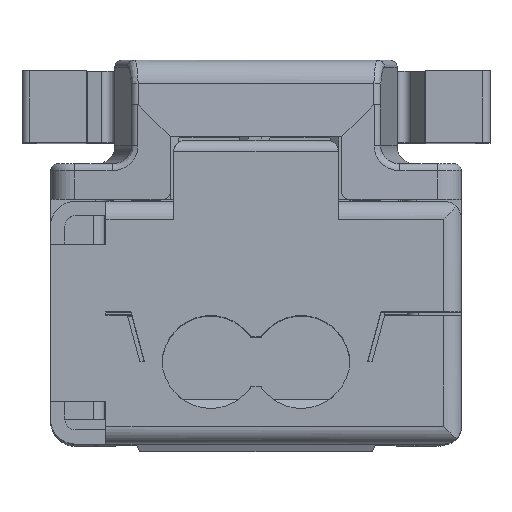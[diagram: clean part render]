
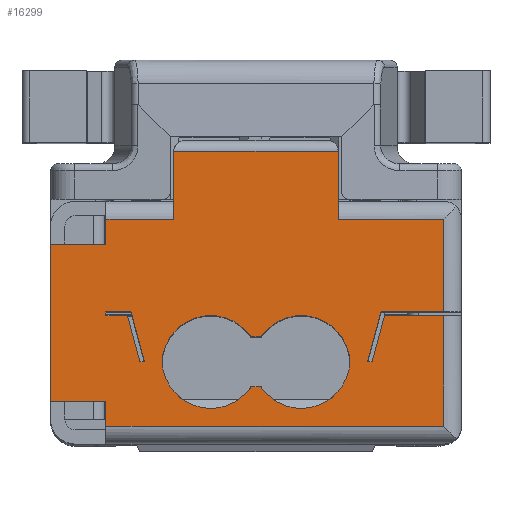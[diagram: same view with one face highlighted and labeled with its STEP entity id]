
A CAD part, top view. The second image highlights one B-rep face of the part: STEP entity #16299.
In plain terms, the highlighted planar face has unit normal (0, 0, 1).
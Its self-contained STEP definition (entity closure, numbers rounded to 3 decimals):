
#82=FACE_BOUND('',#1484,.T.);
#83=FACE_BOUND('',#1485,.T.);
#197=CIRCLE('',#17058,1.36);
#245=CIRCLE('',#17193,1.36);
#249=CIRCLE('',#17200,1.36);
#255=CIRCLE('',#17220,1.36);
#641=FACE_OUTER_BOUND('',#1483,.T.);
#1483=EDGE_LOOP('',(#11526,#11527,#11528,#11529,#11530,#11531,#11532,#11533,
#11534,#11535,#11536,#11537,#11538,#11539,#11540,#11541,#11542,#11543));
#1484=EDGE_LOOP('',(#11544,#11545,#11546,#11547,#11548,#11549));
#1485=EDGE_LOOP('',(#11550,#11551,#11552,#11553,#11554,#11555));
#2403=LINE('',#22851,#4554);
#2799=LINE('',#23875,#4950);
#2803=LINE('',#23881,#4954);
#2814=LINE('',#23900,#4965);
#2836=LINE('',#23938,#4987);
#2837=LINE('',#23940,#4988);
#2838=LINE('',#23942,#4989);
#2839=LINE('',#23944,#4990);
#2840=LINE('',#23946,#4991);
#2841=LINE('',#23948,#4992);
#2842=LINE('',#23950,#4993);
#2843=LINE('',#23952,#4994);
#2844=LINE('',#23954,#4995);
#2845=LINE('',#23956,#4996);
#2846=LINE('',#23958,#4997);
#2847=LINE('',#23959,#4998);
#2848=LINE('',#23961,#4999);
#2849=LINE('',#23963,#5000);
#2850=LINE('',#23965,#5001);
#2851=LINE('',#23966,#5002);
#2852=LINE('',#23968,#5003);
#2853=LINE('',#23971,#5004);
#2854=LINE('',#23973,#5005);
#2855=LINE('',#23975,#5006);
#2856=LINE('',#23977,#5007);
#2857=LINE('',#23978,#5008);
#4554=VECTOR('',#18412,0.7);
#4950=VECTOR('',#19094,0.127);
#4954=VECTOR('',#19100,0.284);
#4965=VECTOR('',#19115,0.127);
#4987=VECTOR('',#19143,1.449);
#4988=VECTOR('',#19144,1.75);
#4989=VECTOR('',#19145,2.6);
#4990=VECTOR('',#19146,2.95);
#4991=VECTOR('',#19147,1.9);
#4992=VECTOR('',#19148,4.6);
#4993=VECTOR('',#19149,1.9);
#4994=VECTOR('',#19150,1.9);
#4995=VECTOR('',#19151,0.7);
#4996=VECTOR('',#19152,1.55);
#4997=VECTOR('',#19153,4.4);
#4998=VECTOR('',#19154,1.55);
#4999=VECTOR('',#19155,9.45);
#5000=VECTOR('',#19156,3.1);
#5001=VECTOR('',#19157,1.65);
#5002=VECTOR('',#19158,1.346);
#5003=VECTOR('',#19159,0.284);
#5004=VECTOR('',#19162,1.346);
#5005=VECTOR('',#19163,0.6);
#5006=VECTOR('',#19164,0.1);
#5007=VECTOR('',#19165,0.7);
#5008=VECTOR('',#19166,1.449);
#6637=VERTEX_POINT('',#22741);
#6638=VERTEX_POINT('',#22742);
#6687=VERTEX_POINT('',#22848);
#6688=VERTEX_POINT('',#22850);
#7032=VERTEX_POINT('',#23739);
#7042=VERTEX_POINT('',#23762);
#7043=VERTEX_POINT('',#23763);
#7091=VERTEX_POINT('',#23873);
#7092=VERTEX_POINT('',#23874);
#7098=VERTEX_POINT('',#23897);
#7099=VERTEX_POINT('',#23899);
#7112=VERTEX_POINT('',#23937);
#7113=VERTEX_POINT('',#23939);
#7114=VERTEX_POINT('',#23941);
#7115=VERTEX_POINT('',#23943);
#7116=VERTEX_POINT('',#23945);
#7117=VERTEX_POINT('',#23947);
#7118=VERTEX_POINT('',#23949);
#7119=VERTEX_POINT('',#23951);
#7120=VERTEX_POINT('',#23953);
#7121=VERTEX_POINT('',#23955);
#7122=VERTEX_POINT('',#23957);
#7123=VERTEX_POINT('',#23960);
#7124=VERTEX_POINT('',#23962);
#7125=VERTEX_POINT('',#23964);
#7126=VERTEX_POINT('',#23967);
#7127=VERTEX_POINT('',#23970);
#7128=VERTEX_POINT('',#23972);
#7129=VERTEX_POINT('',#23974);
#7130=VERTEX_POINT('',#23976);
#8274=EDGE_CURVE('',#6637,#6638,#197,.T.);
#8327=EDGE_CURVE('',#6688,#6687,#2403,.T.);
#8735=EDGE_CURVE('',#6638,#7032,#245,.T.);
#8747=EDGE_CURVE('',#7042,#7043,#249,.T.);
#8803=EDGE_CURVE('',#7091,#7092,#2799,.T.);
#8807=EDGE_CURVE('',#7032,#7042,#2803,.T.);
#8818=EDGE_CURVE('',#7098,#7099,#2814,.T.);
#8840=EDGE_CURVE('',#7098,#7112,#2836,.T.);
#8841=EDGE_CURVE('',#7113,#7112,#2837,.T.);
#8842=EDGE_CURVE('',#7113,#7114,#2838,.T.);
#8843=EDGE_CURVE('',#7114,#7115,#2839,.T.);
#8844=EDGE_CURVE('',#7115,#7116,#2840,.T.);
#8845=EDGE_CURVE('',#7116,#7117,#2841,.T.);
#8846=EDGE_CURVE('',#7118,#7117,#2842,.T.);
#8847=EDGE_CURVE('',#7118,#7119,#2843,.T.);
#8848=EDGE_CURVE('',#7119,#7120,#2844,.T.);
#8849=EDGE_CURVE('',#7120,#7121,#2845,.T.);
#8850=EDGE_CURVE('',#7121,#7122,#2846,.T.);
#8851=EDGE_CURVE('',#6688,#7122,#2847,.T.);
#8852=EDGE_CURVE('',#6687,#7123,#2848,.T.);
#8853=EDGE_CURVE('',#7123,#7124,#2849,.T.);
#8854=EDGE_CURVE('',#7124,#7125,#2850,.T.);
#8855=EDGE_CURVE('',#7125,#7099,#2851,.T.);
#8856=EDGE_CURVE('',#7126,#6637,#2852,.T.);
#8857=EDGE_CURVE('',#7043,#7126,#255,.T.);
#8858=EDGE_CURVE('',#7127,#7091,#2853,.T.);
#8859=EDGE_CURVE('',#7127,#7128,#2854,.T.);
#8860=EDGE_CURVE('',#7128,#7129,#2855,.T.);
#8861=EDGE_CURVE('',#7130,#7129,#2856,.T.);
#8862=EDGE_CURVE('',#7130,#7092,#2857,.T.);
#11526=ORIENTED_EDGE('',*,*,#8840,.T.);
#11527=ORIENTED_EDGE('',*,*,#8841,.F.);
#11528=ORIENTED_EDGE('',*,*,#8842,.T.);
#11529=ORIENTED_EDGE('',*,*,#8843,.T.);
#11530=ORIENTED_EDGE('',*,*,#8844,.T.);
#11531=ORIENTED_EDGE('',*,*,#8845,.T.);
#11532=ORIENTED_EDGE('',*,*,#8846,.F.);
#11533=ORIENTED_EDGE('',*,*,#8847,.T.);
#11534=ORIENTED_EDGE('',*,*,#8848,.T.);
#11535=ORIENTED_EDGE('',*,*,#8849,.T.);
#11536=ORIENTED_EDGE('',*,*,#8850,.T.);
#11537=ORIENTED_EDGE('',*,*,#8851,.F.);
#11538=ORIENTED_EDGE('',*,*,#8327,.T.);
#11539=ORIENTED_EDGE('',*,*,#8852,.T.);
#11540=ORIENTED_EDGE('',*,*,#8853,.T.);
#11541=ORIENTED_EDGE('',*,*,#8854,.T.);
#11542=ORIENTED_EDGE('',*,*,#8855,.T.);
#11543=ORIENTED_EDGE('',*,*,#8818,.F.);
#11544=ORIENTED_EDGE('',*,*,#8856,.T.);
#11545=ORIENTED_EDGE('',*,*,#8274,.T.);
#11546=ORIENTED_EDGE('',*,*,#8735,.T.);
#11547=ORIENTED_EDGE('',*,*,#8807,.T.);
#11548=ORIENTED_EDGE('',*,*,#8747,.T.);
#11549=ORIENTED_EDGE('',*,*,#8857,.T.);
#11550=ORIENTED_EDGE('',*,*,#8858,.F.);
#11551=ORIENTED_EDGE('',*,*,#8859,.T.);
#11552=ORIENTED_EDGE('',*,*,#8860,.T.);
#11553=ORIENTED_EDGE('',*,*,#8861,.F.);
#11554=ORIENTED_EDGE('',*,*,#8862,.T.);
#11555=ORIENTED_EDGE('',*,*,#8803,.F.);
#15595=PLANE('',#17219);
#16299=ADVANCED_FACE('',(#641,#82,#83),#15595,.T.);
#17058=AXIS2_PLACEMENT_3D('',#22743,#18341,#18342);
#17193=AXIS2_PLACEMENT_3D('',#23740,#18998,#18999);
#17200=AXIS2_PLACEMENT_3D('',#23764,#19018,#19019);
#17219=AXIS2_PLACEMENT_3D('',#23936,#19141,#19142);
#17220=AXIS2_PLACEMENT_3D('',#23969,#19160,#19161);
#18341=DIRECTION('center_axis',(0.,0.,-1.));
#18342=DIRECTION('ref_axis',(1.,0.,0.));
#18412=DIRECTION('',(0.,-1.,0.));
#18998=DIRECTION('center_axis',(0.,0.,-1.));
#18999=DIRECTION('ref_axis',(-1.,0.,0.));
#19018=DIRECTION('center_axis',(0.,0.,-1.));
#19019=DIRECTION('ref_axis',(-1.,0.,0.));
#19094=DIRECTION('',(1.,0.,0.));
#19100=DIRECTION('',(-1.,0.,0.));
#19115=DIRECTION('',(1.,0.,0.));
#19141=DIRECTION('center_axis',(0.,0.,1.));
#19142=DIRECTION('ref_axis',(0.,1.,0.));
#19143=DIRECTION('',(0.259,0.966,0.));
#19144=DIRECTION('',(-1.,0.,0.));
#19145=DIRECTION('',(0.,1.,0.));
#19146=DIRECTION('',(-1.,0.,0.));
#19147=DIRECTION('',(0.,1.,0.));
#19148=DIRECTION('',(-1.,0.,0.));
#19149=DIRECTION('',(0.,1.,0.));
#19150=DIRECTION('',(-1.,0.,0.));
#19151=DIRECTION('',(0.,-1.,0.));
#19152=DIRECTION('',(-1.,0.,0.));
#19153=DIRECTION('',(0.,-1.,0.));
#19154=DIRECTION('',(-1.,0.,0.));
#19155=DIRECTION('',(1.,0.,0.));
#19156=DIRECTION('',(0.,1.,0.));
#19157=DIRECTION('',(-1.,0.,0.));
#19158=DIRECTION('',(-0.259,-0.966,0.));
#19159=DIRECTION('',(1.,0.,0.));
#19160=DIRECTION('center_axis',(0.,0.,-1.));
#19161=DIRECTION('ref_axis',(1.,0.,0.));
#19162=DIRECTION('',(0.259,-0.966,0.));
#19163=DIRECTION('',(-1.,0.,0.));
#19164=DIRECTION('',(0.,1.,0.));
#19165=DIRECTION('',(-1.,0.,0.));
#19166=DIRECTION('',(0.259,-0.966,0.));
#22741=CARTESIAN_POINT('',(5.852,-0.65,22.4));
#22742=CARTESIAN_POINT('',(8.339,-1.35,22.4));
#22743=CARTESIAN_POINT('Origin',(6.98,-1.41,22.4));
#22848=CARTESIAN_POINT('',(1.51,-3.15,22.4));
#22850=CARTESIAN_POINT('',(1.51,-2.45,22.4));
#22851=CARTESIAN_POINT('',(1.51,-0.05,22.4));
#23739=CARTESIAN_POINT('',(5.852,-2.05,22.4));
#23740=CARTESIAN_POINT('Origin',(6.98,-1.29,22.4));
#23762=CARTESIAN_POINT('',(5.568,-2.05,22.4));
#23763=CARTESIAN_POINT('',(3.081,-1.35,22.4));
#23764=CARTESIAN_POINT('Origin',(4.44,-1.29,22.4));
#23873=CARTESIAN_POINT('',(2.458,-1.35,22.4));
#23874=CARTESIAN_POINT('',(2.585,-1.35,22.4));
#23875=CARTESIAN_POINT('',(5.71,-1.35,22.4));
#23881=CARTESIAN_POINT('',(5.71,-2.05,22.4));
#23897=CARTESIAN_POINT('',(8.835,-1.35,22.4));
#23899=CARTESIAN_POINT('',(8.962,-1.35,22.4));
#23900=CARTESIAN_POINT('',(5.71,-1.35,22.4));
#23936=CARTESIAN_POINT('Origin',(6.485,-0.05,22.4));
#23937=CARTESIAN_POINT('',(9.21,0.05,22.4));
#23938=CARTESIAN_POINT('',(9.022,-0.65,22.4));
#23939=CARTESIAN_POINT('',(10.96,0.05,22.4));
#23940=CARTESIAN_POINT('',(10.685,0.05,22.4));
#23941=CARTESIAN_POINT('',(10.96,2.65,22.4));
#23942=CARTESIAN_POINT('',(10.96,3.15,22.4));
#23943=CARTESIAN_POINT('',(8.01,2.65,22.4));
#23944=CARTESIAN_POINT('',(5.71,2.65,22.4));
#23945=CARTESIAN_POINT('',(8.01,4.55,22.4));
#23946=CARTESIAN_POINT('',(8.01,3.15,22.4));
#23947=CARTESIAN_POINT('',(3.41,4.55,22.4));
#23948=CARTESIAN_POINT('',(5.71,4.55,22.4));
#23949=CARTESIAN_POINT('',(3.41,2.65,22.4));
#23950=CARTESIAN_POINT('',(3.41,3.15,22.4));
#23951=CARTESIAN_POINT('',(1.51,2.65,22.4));
#23952=CARTESIAN_POINT('',(5.71,2.65,22.4));
#23953=CARTESIAN_POINT('',(1.51,1.95,22.4));
#23954=CARTESIAN_POINT('',(1.51,3.15,22.4));
#23955=CARTESIAN_POINT('',(-0.04,1.95,22.4));
#23956=CARTESIAN_POINT('',(1.51,1.95,22.4));
#23957=CARTESIAN_POINT('',(-0.04,-2.45,22.4));
#23958=CARTESIAN_POINT('',(-0.04,-0.25,22.4));
#23959=CARTESIAN_POINT('',(1.51,-2.45,22.4));
#23960=CARTESIAN_POINT('',(10.96,-3.15,22.4));
#23961=CARTESIAN_POINT('',(6.485,-3.15,22.4));
#23962=CARTESIAN_POINT('',(10.96,-0.05,22.4));
#23963=CARTESIAN_POINT('',(10.96,-0.05,22.4));
#23964=CARTESIAN_POINT('',(9.31,-0.05,22.4));
#23965=CARTESIAN_POINT('',(6.485,-0.05,22.4));
#23966=CARTESIAN_POINT('',(9.136,-0.7,22.4));
#23967=CARTESIAN_POINT('',(5.568,-0.65,22.4));
#23968=CARTESIAN_POINT('',(5.71,-0.65,22.4));
#23969=CARTESIAN_POINT('Origin',(4.44,-1.41,22.4));
#23970=CARTESIAN_POINT('',(2.11,-0.05,22.4));
#23971=CARTESIAN_POINT('',(2.284,-0.7,22.4));
#23972=CARTESIAN_POINT('',(1.51,-0.05,22.4));
#23973=CARTESIAN_POINT('',(6.485,-0.05,22.4));
#23974=CARTESIAN_POINT('',(1.51,0.05,22.4));
#23975=CARTESIAN_POINT('',(1.51,-0.25,22.4));
#23976=CARTESIAN_POINT('',(2.21,0.05,22.4));
#23977=CARTESIAN_POINT('',(1.86,0.05,22.4));
#23978=CARTESIAN_POINT('',(2.399,-0.655,22.4));
